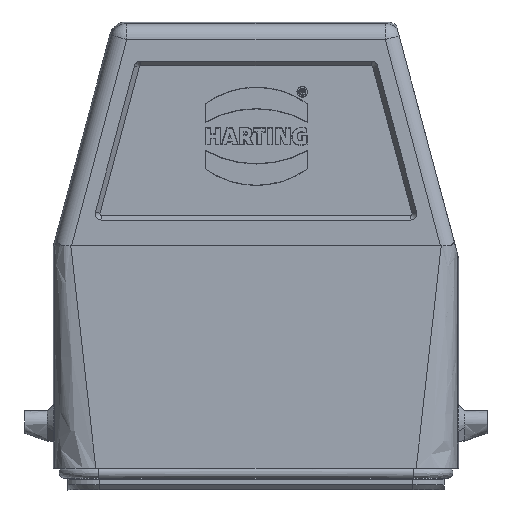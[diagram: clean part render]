
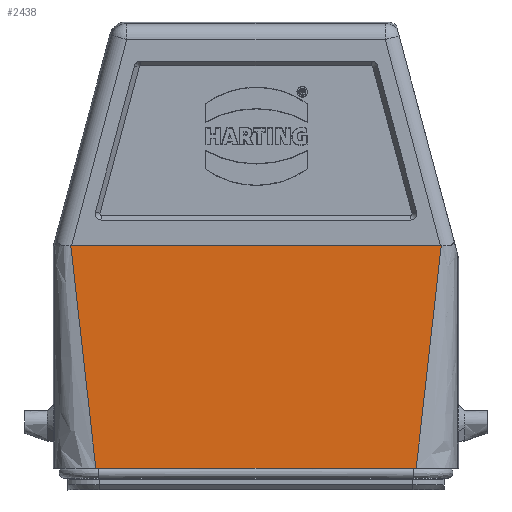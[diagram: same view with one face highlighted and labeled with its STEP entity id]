
A CAD part, front view. The second image highlights one B-rep face of the part: STEP entity #2438.
In plain terms, the highlighted planar face has unit normal (0, -1, 0).
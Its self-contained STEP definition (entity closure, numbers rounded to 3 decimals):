
#2159=(
BOUNDED_CURVE()
B_SPLINE_CURVE(3,(#15150,#15151,#15152,#15153,#15154,#15155,#15156,#15157,
#15158,#15159,#15160,#15161,#15162,#15163,#15164,#15165),.UNSPECIFIED.,
 .F.,.F.)
B_SPLINE_CURVE_WITH_KNOTS((4,3,3,3,3,4),(0.,0.524,0.552,
0.828,0.856,1.),.UNSPECIFIED.)
CURVE()
GEOMETRIC_REPRESENTATION_ITEM()
RATIONAL_B_SPLINE_CURVE((1.,1.,1.,1.,1.,1.,1.,1.,1.,1.,1.,1.,1.,1.,1.,1.))
REPRESENTATION_ITEM('')
);
#2164=(
BOUNDED_CURVE()
B_SPLINE_CURVE(3,(#15871,#15872,#15873,#15874,#15875,#15876,#15877,#15878,
#15879,#15880,#15881,#15882,#15883,#15884,#15885,#15886),.UNSPECIFIED.,
 .F.,.F.)
B_SPLINE_CURVE_WITH_KNOTS((4,3,3,3,3,4),(0.,0.144,0.172,
0.448,0.476,1.),.UNSPECIFIED.)
CURVE()
GEOMETRIC_REPRESENTATION_ITEM()
RATIONAL_B_SPLINE_CURVE((1.,1.,1.,1.,1.,1.,1.,1.,1.,1.,1.,1.,1.,1.,1.,1.))
REPRESENTATION_ITEM('')
);
#2438=ADVANCED_FACE('',(#2938),#2730,.T.);
#2730=PLANE('',#11116);
#2938=FACE_OUTER_BOUND('',#3252,.T.);
#3252=EDGE_LOOP('',(#3998,#3999,#4000,#4001));
#3998=ORIENTED_EDGE('',*,*,#5830,.T.);
#3999=ORIENTED_EDGE('',*,*,#6078,.F.);
#4000=ORIENTED_EDGE('',*,*,#6079,.T.);
#4001=ORIENTED_EDGE('',*,*,#5736,.F.);
#5185=VERTEX_POINT('',#14794);
#5186=VERTEX_POINT('',#14795);
#5273=VERTEX_POINT('',#15149);
#5458=VERTEX_POINT('',#15870);
#5736=EDGE_CURVE('',#5185,#5186,#8393,.T.);
#5830=EDGE_CURVE('',#5185,#5273,#2159,.T.);
#6078=EDGE_CURVE('',#5458,#5273,#8608,.T.);
#6079=EDGE_CURVE('',#5458,#5186,#2164,.T.);
#8393=LINE('',#14793,#9058);
#8608=LINE('',#15869,#9273);
#9058=VECTOR('',#11628,1.);
#9273=VECTOR('',#12137,1.);
#11116=AXIS2_PLACEMENT_3D('',#15887,#12138,#12139);
#11628=DIRECTION('',(-1.,0.,0.));
#12137=DIRECTION('',(1.,0.,0.));
#12138=DIRECTION('',(0.,-1.,0.));
#12139=DIRECTION('',(0.,0.,-1.));
#14793=CARTESIAN_POINT('',(33.,-15.3,-14.15));
#14794=CARTESIAN_POINT('',(25.195,-15.3,-14.15));
#14795=CARTESIAN_POINT('',(-25.195,-15.3,-14.15));
#15149=CARTESIAN_POINT('',(29.13,-15.3,20.85));
#15150=CARTESIAN_POINT('',(17.326,-15.3,-84.15));
#15151=CARTESIAN_POINT('',(19.818,-15.3,-61.982));
#15152=CARTESIAN_POINT('',(22.31,-15.3,-39.814));
#15153=CARTESIAN_POINT('',(24.802,-15.3,-17.646));
#15154=CARTESIAN_POINT('',(24.933,-15.3,-16.481));
#15155=CARTESIAN_POINT('',(25.064,-15.3,-15.315));
#15156=CARTESIAN_POINT('',(25.195,-15.3,-14.15));
#15157=CARTESIAN_POINT('',(26.506,-15.3,-2.495));
#15158=CARTESIAN_POINT('',(27.816,-15.3,9.16));
#15159=CARTESIAN_POINT('',(29.126,-15.3,20.815));
#15160=CARTESIAN_POINT('',(29.259,-15.3,21.992));
#15161=CARTESIAN_POINT('',(29.391,-15.3,23.169));
#15162=CARTESIAN_POINT('',(29.523,-15.3,24.346));
#15163=CARTESIAN_POINT('',(30.21,-15.3,30.454));
#15164=CARTESIAN_POINT('',(30.896,-15.3,36.561));
#15165=CARTESIAN_POINT('',(31.583,-15.3,42.668));
#15869=CARTESIAN_POINT('',(33.,-15.3,20.85));
#15870=CARTESIAN_POINT('',(-29.13,-15.3,20.85));
#15871=CARTESIAN_POINT('',(-31.583,-15.3,42.668));
#15872=CARTESIAN_POINT('',(-30.896,-15.3,36.561));
#15873=CARTESIAN_POINT('',(-30.21,-15.3,30.454));
#15874=CARTESIAN_POINT('',(-29.523,-15.3,24.346));
#15875=CARTESIAN_POINT('',(-29.391,-15.3,23.169));
#15876=CARTESIAN_POINT('',(-29.259,-15.3,21.992));
#15877=CARTESIAN_POINT('',(-29.126,-15.3,20.815));
#15878=CARTESIAN_POINT('',(-27.816,-15.3,9.16));
#15879=CARTESIAN_POINT('',(-26.506,-15.3,-2.495));
#15880=CARTESIAN_POINT('',(-25.195,-15.3,-14.15));
#15881=CARTESIAN_POINT('',(-25.064,-15.3,-15.315));
#15882=CARTESIAN_POINT('',(-24.933,-15.3,-16.481));
#15883=CARTESIAN_POINT('',(-24.802,-15.3,-17.646));
#15884=CARTESIAN_POINT('',(-22.31,-15.3,-39.814));
#15885=CARTESIAN_POINT('',(-19.818,-15.3,-61.982));
#15886=CARTESIAN_POINT('',(-17.326,-15.3,-84.15));
#15887=CARTESIAN_POINT('',(33.,-15.3,-14.15));
